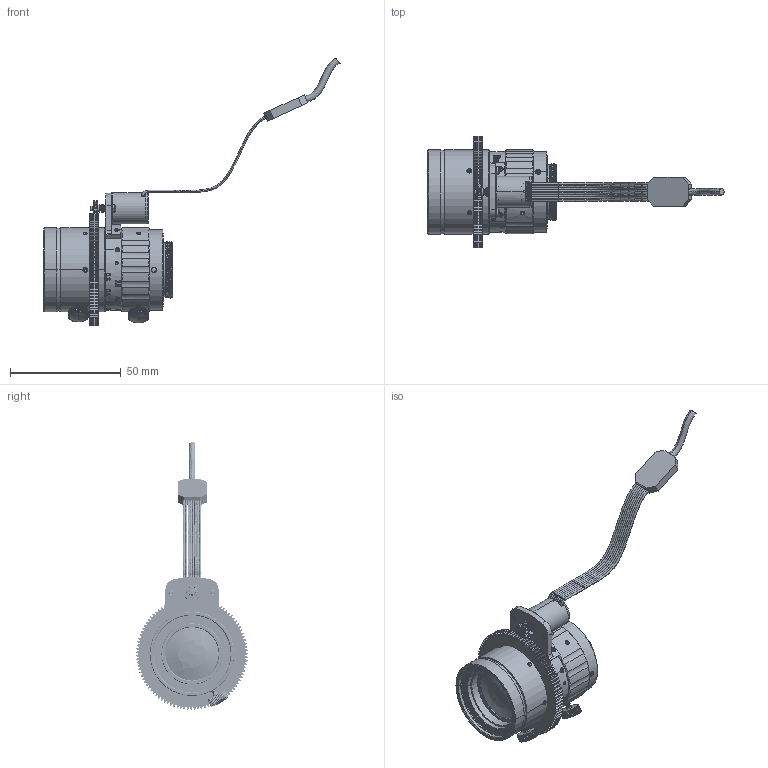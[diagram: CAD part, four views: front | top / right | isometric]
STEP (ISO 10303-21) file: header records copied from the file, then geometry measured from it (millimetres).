
FILE_DESCRIPTION(('FreeCAD Model'),'2;1');
FILE_NAME('Open CASCADE Shape Model','2025-01-22T15:21:13',(''),(''), 'Open CASCADE STEP processor 7.8','FreeCAD','Unknown');
FILE_SCHEMA(('AUTOMOTIVE_DESIGN { 1 0 10303 214 1 1 1 1 }'));
Length unit declared in the file: millimetre
Products named in the file (73): VA-LCM-20MP-50MM-F2.8-110-AF; 505_AF002; 505_AF0; 505_AF001; 506_AF0; SOLID; COMPOUND003; COMPOUND; COMPOUND001; COMPOUND002; 507_AF0; 510_AF0; SOLID001; COMPOUND010; COMPOUND004; COMPOUND005; COMPOUND006; COMPOUND007; COMPOUND008; COMPOUND009; 201_AF0_ASM; 501_AF0; 301_AF0; 511_AF0; M14402001_AF0; M14402001_AF1; M14402001_AF2; 202_AF0_ASM; 502_AF0; 306_AF0; 514_AF0; MA108-00-04_AF0_ASM; ASM0003_AF0_ASM; MA108-02-06_AF0; 521_AF0; 531_AF0; 531_AF1; M14252001_AF0; M14252001_AF1; M14252001_AF2 ...
Assembly tree (75 placements, depth 5):
  VA-LCM-20MP-50MM-F2.8-110-AF
    505_AF002
      505_AF0
      505_AF001
    506_AF0
      SOLID
      COMPOUND003
        COMPOUND
        COMPOUND001
        COMPOUND002
    507_AF0
    510_AF0
      SOLID001
      COMPOUND010
        COMPOUND004
        COMPOUND005
        COMPOUND006
        COMPOUND007
        COMPOUND008
        COMPOUND009
    201_AF0_ASM
      501_AF0
      301_AF0
      511_AF0
    M14402001_AF0
    M14402001_AF1
    M14402001_AF2
    202_AF0_ASM
      502_AF0
      306_AF0
      514_AF0
      MA108-00-04_AF0_ASM
        ASM0003_AF0_ASM
          MA108-02-06_AF0
    521_AF0
    531_AF0
    531_AF1
    M14252001_AF0
    M14252001_AF1
    M14252001_AF2
    M14352001_AF0
    M14352001_AF1
    509_AF0
    50722_AF0
    12-CBD-V2_1_ASM
      ASM0002_ASM
        CROSS_RECESSED_SMALL_PAN_HEAD_S  x2
        12-____-CBD
        12____-YN3_0
        12-_________ASM
          ____1
          ____2
        BMB-NM-V12_ASM
          U1-1_SO-8-1-SOLID4
          U1-1_SO-8-1-SOLID9
          C1-1_USER_LIBRARY-0603_SMD_CAPA
          U1-1_SO-8-1-SOLID3
          U1-1_SO-8-1-SOLID8
          U1-1_SO-8-1-SOLID6
          U1-1_SO-8-1-SOLID7
Bounding box: 133.69 x 50.49 x 120.84 mm (x, y, z)
Volume: 21262.4 mm3; surface area: 34575.7 mm2
Topology: 53 solids, 62 shells, 3597 faces, 9943 edges, 6407 vertices
Faces by surface type: cylinder 1254, plane 789, bspline 593, cone 390, extrusion 303, torus 144, sphere 124
Entity records: 175304 total; most frequent: CARTESIAN_POINT 93468, ORIENTED_EDGE 18186, DIRECTION 14429, EDGE_CURVE 9117, VERTEX_POINT 5955, AXIS2_PLACEMENT_3D 5422, FACE_BOUND 3597, EDGE_LOOP 3597
